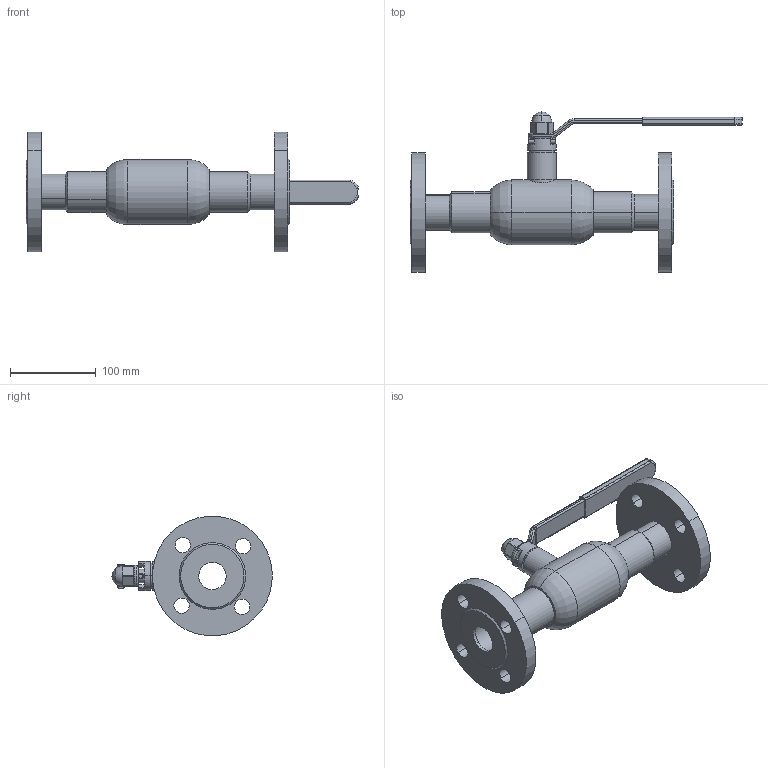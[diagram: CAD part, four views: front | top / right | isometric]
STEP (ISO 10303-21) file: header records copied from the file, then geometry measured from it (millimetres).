
FILE_DESCRIPTION (( 'STEP AP214' ), '1' );
FILE_NAME ('通径DN32法兰球阀PN16.STEP', '2026-01-28T01:43:26', ( '' ), ( '' ), 'SwSTEP 2.0', 'SolidWorks 2022', '' );
FILE_SCHEMA (( 'AUTOMOTIVE_DESIGN' ));
Length unit declared in the file: millimetre
Products named in the file (10): Q61F-40-18參杶; Q61F-40-1概极傖こ; Q61F-40-17球阀把手; Q61F-40-16詩种; Q61F-40-19概裝蹟譫; 32楊擘; Q61F-40-3概裝; DN32籵噤傻諉; 通径DN32法兰球阀PN16; Q61F-50-5粣杶
Assembly tree (11 placements, depth 2):
  通径DN32法兰球阀PN16
    Q61F-40-1概极傖こ
    Q61F-40-17球阀把手
    Q61F-40-18參杶
    Q61F-40-19概裝蹟譫
    Q61F-40-16詩种
    Q61F-40-3概裝
    Q61F-50-5粣杶
    DN32籵噤傻諉  x2
    32楊擘  x2
Bounding box: 388.03 x 187.33 x 139.67 mm (x, y, z)
Volume: 782749 mm3; surface area: 256334.1 mm2
Topology: 12 solids, 12 shells, 352 faces, 854 edges, 535 vertices
Faces by surface type: cylinder 144, plane 84, bspline 63, torus 41, cone 16, sphere 4
Entity records: 29178 total; most frequent: CARTESIAN_POINT 21526, ORIENTED_EDGE 1532, DIRECTION 1354, EDGE_CURVE 766, AXIS2_PLACEMENT_3D 553, VERTEX_POINT 483, EDGE_LOOP 349, ADVANCED_FACE 315
